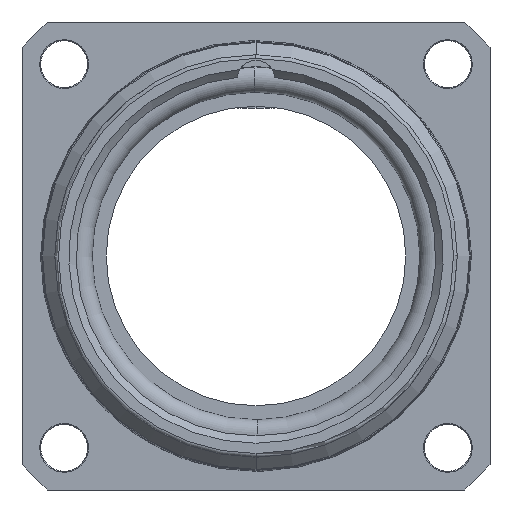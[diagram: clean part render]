
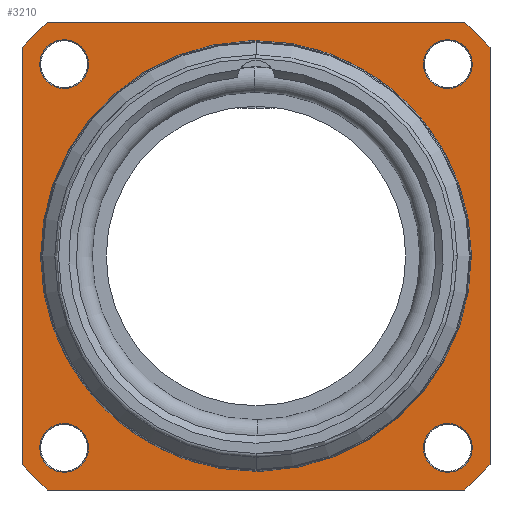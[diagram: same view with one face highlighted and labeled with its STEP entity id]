
A CAD part, front view. The second image highlights one B-rep face of the part: STEP entity #3210.
In plain terms, the highlighted planar face has unit normal (0, -1, 0).
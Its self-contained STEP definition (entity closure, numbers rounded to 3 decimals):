
#789=CARTESIAN_POINT('',(0.,5.7,0.));
#790=DIRECTION('',(0.,1.,0.));
#791=DIRECTION('',(-0.666,0.,-0.746));
#792=AXIS2_PLACEMENT_3D('',#789,#790,#791);
#794=CARTESIAN_POINT('',(0.,5.7,0.));
#795=DIRECTION('',(0.,1.,0.));
#796=DIRECTION('',(-0.746,0.,0.666));
#797=AXIS2_PLACEMENT_3D('',#794,#795,#796);
#799=CARTESIAN_POINT('',(0.,5.7,0.));
#800=DIRECTION('',(0.,1.,0.));
#801=DIRECTION('',(0.666,0.,0.746));
#802=AXIS2_PLACEMENT_3D('',#799,#800,#801);
#804=CARTESIAN_POINT('',(0.,5.7,0.));
#805=DIRECTION('',(0.,1.,0.));
#806=DIRECTION('',(0.746,0.,-0.666));
#807=AXIS2_PLACEMENT_3D('',#804,#805,#806);
#809=CARTESIAN_POINT('',(0.,5.7,0.));
#810=DIRECTION('',(0.,-1.,0.));
#811=DIRECTION('',(0.,0.,1.));
#812=AXIS2_PLACEMENT_3D('',#809,#810,#811);
#814=CARTESIAN_POINT('',(0.,5.7,0.));
#815=DIRECTION('',(0.,-1.,0.));
#816=DIRECTION('',(0.,0.,-1.));
#817=AXIS2_PLACEMENT_3D('',#814,#815,#816);
#827=DIRECTION('',(1.,0.,0.));
#828=VECTOR('',#827,22.299);
#829=CARTESIAN_POINT('',(-11.15,5.7,-12.5));
#830=LINE('',#829,#828);
#839=DIRECTION('',(0.,0.,1.));
#840=VECTOR('',#839,22.299);
#841=CARTESIAN_POINT('',(12.5,5.7,-11.15));
#842=LINE('',#841,#840);
#851=DIRECTION('',(-1.,0.,0.));
#852=VECTOR('',#851,22.299);
#853=CARTESIAN_POINT('',(11.15,5.7,12.5));
#854=LINE('',#853,#852);
#863=DIRECTION('',(0.,0.,-1.));
#864=VECTOR('',#863,22.299);
#865=CARTESIAN_POINT('',(-12.5,5.7,11.15));
#866=LINE('',#865,#864);
#965=CARTESIAN_POINT('',(10.25,5.7,-10.25));
#966=DIRECTION('',(0.,1.,0.));
#967=DIRECTION('',(-1.,0.,0.));
#968=AXIS2_PLACEMENT_3D('',#965,#966,#967);
#979=CARTESIAN_POINT('',(10.25,5.7,-10.25));
#980=DIRECTION('',(0.,1.,0.));
#981=DIRECTION('',(1.,0.,0.));
#982=AXIS2_PLACEMENT_3D('',#979,#980,#981);
#1005=CARTESIAN_POINT('',(-10.25,5.7,-10.25));
#1006=DIRECTION('',(0.,1.,0.));
#1007=DIRECTION('',(-1.,0.,0.));
#1008=AXIS2_PLACEMENT_3D('',#1005,#1006,#1007);
#1019=CARTESIAN_POINT('',(-10.25,5.7,-10.25));
#1020=DIRECTION('',(0.,1.,0.));
#1021=DIRECTION('',(1.,0.,0.));
#1022=AXIS2_PLACEMENT_3D('',#1019,#1020,#1021);
#1045=CARTESIAN_POINT('',(10.25,5.7,10.25));
#1046=DIRECTION('',(0.,1.,0.));
#1047=DIRECTION('',(-1.,0.,0.));
#1048=AXIS2_PLACEMENT_3D('',#1045,#1046,#1047);
#1059=CARTESIAN_POINT('',(10.25,5.7,10.25));
#1060=DIRECTION('',(0.,1.,0.));
#1061=DIRECTION('',(1.,0.,0.));
#1062=AXIS2_PLACEMENT_3D('',#1059,#1060,#1061);
#1085=CARTESIAN_POINT('',(-10.25,5.7,10.25));
#1086=DIRECTION('',(0.,1.,0.));
#1087=DIRECTION('',(-1.,0.,0.));
#1088=AXIS2_PLACEMENT_3D('',#1085,#1086,#1087);
#1099=CARTESIAN_POINT('',(-10.25,5.7,10.25));
#1100=DIRECTION('',(0.,1.,0.));
#1101=DIRECTION('',(1.,0.,0.));
#1102=AXIS2_PLACEMENT_3D('',#1099,#1100,#1101);
#2061=CARTESIAN_POINT('',(0.,5.7,-11.45));
#2062=VERTEX_POINT('',#2061);
#2063=CARTESIAN_POINT('',(0.,5.7,11.45));
#2064=VERTEX_POINT('',#2063);
#2065=CARTESIAN_POINT('',(-11.15,5.7,-12.5));
#2066=CARTESIAN_POINT('',(-12.5,5.7,-11.15));
#2067=VERTEX_POINT('',#2065);
#2068=VERTEX_POINT('',#2066);
#2069=CARTESIAN_POINT('',(-12.5,5.7,11.15));
#2070=VERTEX_POINT('',#2069);
#2071=CARTESIAN_POINT('',(-11.15,5.7,12.5));
#2072=VERTEX_POINT('',#2071);
#2073=CARTESIAN_POINT('',(11.15,5.7,12.5));
#2074=VERTEX_POINT('',#2073);
#2075=CARTESIAN_POINT('',(12.5,5.7,11.15));
#2076=VERTEX_POINT('',#2075);
#2077=CARTESIAN_POINT('',(12.5,5.7,-11.15));
#2078=VERTEX_POINT('',#2077);
#2079=CARTESIAN_POINT('',(11.15,5.7,-12.5));
#2080=VERTEX_POINT('',#2079);
#2337=CARTESIAN_POINT('',(11.55,5.7,-10.25));
#2338=VERTEX_POINT('',#2337);
#2339=CARTESIAN_POINT('',(8.95,5.7,-10.25));
#2340=VERTEX_POINT('',#2339);
#2341=CARTESIAN_POINT('',(-8.95,5.7,-10.25));
#2342=VERTEX_POINT('',#2341);
#2343=CARTESIAN_POINT('',(-11.55,5.7,-10.25));
#2344=VERTEX_POINT('',#2343);
#2345=CARTESIAN_POINT('',(11.55,5.7,10.25));
#2346=VERTEX_POINT('',#2345);
#2347=CARTESIAN_POINT('',(8.95,5.7,10.25));
#2348=VERTEX_POINT('',#2347);
#2349=CARTESIAN_POINT('',(-8.95,5.7,10.25));
#2350=VERTEX_POINT('',#2349);
#2351=CARTESIAN_POINT('',(-11.55,5.7,10.25));
#2352=VERTEX_POINT('',#2351);
#3159=CARTESIAN_POINT('',(0.,5.7,0.));
#3160=DIRECTION('',(0.,1.,0.));
#3161=DIRECTION('',(-1.,0.,0.));
#3162=AXIS2_PLACEMENT_3D('',#3159,#3160,#3161);
#3163=PLANE('',#3162);
#3165=ORIENTED_EDGE('',*,*,#3164,.T.);
#3167=ORIENTED_EDGE('',*,*,#3166,.F.);
#3169=ORIENTED_EDGE('',*,*,#3168,.T.);
#3171=ORIENTED_EDGE('',*,*,#3170,.F.);
#3173=ORIENTED_EDGE('',*,*,#3172,.T.);
#3175=ORIENTED_EDGE('',*,*,#3174,.F.);
#3177=ORIENTED_EDGE('',*,*,#3176,.T.);
#3179=ORIENTED_EDGE('',*,*,#3178,.F.);
#3180=EDGE_LOOP('',(#3165,#3167,#3169,#3171,#3173,#3175,#3177,#3179));
#3181=FACE_OUTER_BOUND('',#3180,.F.);
#3182=ORIENTED_EDGE('',*,*,#3139,.T.);
#3183=ORIENTED_EDGE('',*,*,#3153,.T.);
#3184=EDGE_LOOP('',(#3182,#3183));
#3185=FACE_BOUND('',#3184,.F.);
#3187=ORIENTED_EDGE('',*,*,#3186,.F.);
#3189=ORIENTED_EDGE('',*,*,#3188,.F.);
#3190=EDGE_LOOP('',(#3187,#3189));
#3191=FACE_BOUND('',#3190,.F.);
#3193=ORIENTED_EDGE('',*,*,#3192,.F.);
#3195=ORIENTED_EDGE('',*,*,#3194,.F.);
#3196=EDGE_LOOP('',(#3193,#3195));
#3197=FACE_BOUND('',#3196,.F.);
#3199=ORIENTED_EDGE('',*,*,#3198,.F.);
#3201=ORIENTED_EDGE('',*,*,#3200,.F.);
#3202=EDGE_LOOP('',(#3199,#3201));
#3203=FACE_BOUND('',#3202,.F.);
#3205=ORIENTED_EDGE('',*,*,#3204,.F.);
#3207=ORIENTED_EDGE('',*,*,#3206,.F.);
#3208=EDGE_LOOP('',(#3205,#3207));
#3209=FACE_BOUND('',#3208,.F.);
#793=CIRCLE('',#792,16.75);
#798=CIRCLE('',#797,16.75);
#803=CIRCLE('',#802,16.75);
#808=CIRCLE('',#807,16.75);
#813=CIRCLE('',#812,11.45);
#818=CIRCLE('',#817,11.45);
#969=CIRCLE('',#968,1.3);
#983=CIRCLE('',#982,1.3);
#1009=CIRCLE('',#1008,1.3);
#1023=CIRCLE('',#1022,1.3);
#1049=CIRCLE('',#1048,1.3);
#1063=CIRCLE('',#1062,1.3);
#1089=CIRCLE('',#1088,1.3);
#1103=CIRCLE('',#1102,1.3);
#3139=EDGE_CURVE('',#2064,#2062,#813,.T.);
#3153=EDGE_CURVE('',#2062,#2064,#818,.T.);
#3164=EDGE_CURVE('',#2067,#2068,#793,.T.);
#3166=EDGE_CURVE('',#2070,#2068,#866,.T.);
#3168=EDGE_CURVE('',#2070,#2072,#798,.T.);
#3170=EDGE_CURVE('',#2074,#2072,#854,.T.);
#3172=EDGE_CURVE('',#2074,#2076,#803,.T.);
#3174=EDGE_CURVE('',#2078,#2076,#842,.T.);
#3176=EDGE_CURVE('',#2078,#2080,#808,.T.);
#3178=EDGE_CURVE('',#2067,#2080,#830,.T.);
#3186=EDGE_CURVE('',#2344,#2342,#1009,.T.);
#3188=EDGE_CURVE('',#2342,#2344,#1023,.T.);
#3192=EDGE_CURVE('',#2352,#2350,#1089,.T.);
#3194=EDGE_CURVE('',#2350,#2352,#1103,.T.);
#3198=EDGE_CURVE('',#2348,#2346,#1049,.T.);
#3200=EDGE_CURVE('',#2346,#2348,#1063,.T.);
#3204=EDGE_CURVE('',#2340,#2338,#969,.T.);
#3206=EDGE_CURVE('',#2338,#2340,#983,.T.);
#3210=ADVANCED_FACE('',(#3181,#3185,#3191,#3197,#3203,#3209),#3163,.F.);
